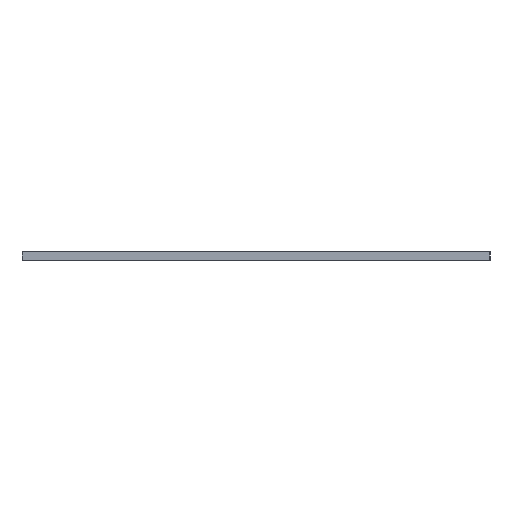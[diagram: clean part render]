
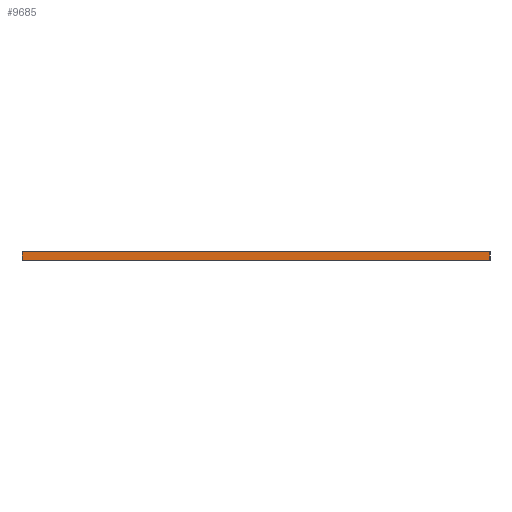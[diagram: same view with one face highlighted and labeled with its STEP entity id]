
A CAD part, left-side view. The second image highlights one B-rep face of the part: STEP entity #9685.
In plain terms, the highlighted planar face has unit normal (-1, 0, 0).
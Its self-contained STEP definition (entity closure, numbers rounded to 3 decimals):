
#454=PLANE('',#10048);
#970=FACE_OUTER_BOUND('',#1534,.T.);
#1534=EDGE_LOOP('',(#8940,#8941,#8942,#8943));
#1596=LINE('',#12436,#2539);
#2489=LINE('',#17727,#3432);
#2490=LINE('',#17728,#3433);
#2491=LINE('',#17729,#3434);
#2539=VECTOR('',#10149,10.);
#3432=VECTOR('',#11688,10.);
#3433=VECTOR('',#11689,10.);
#3434=VECTOR('',#11690,10.);
#3889=VERTEX_POINT('',#12429);
#3892=VERTEX_POINT('',#12434);
#4782=VERTEX_POINT('',#17725);
#4783=VERTEX_POINT('',#17726);
#4843=EDGE_CURVE('',#3892,#3889,#1596,.T.);
#6175=EDGE_CURVE('',#4782,#4783,#2489,.T.);
#6176=EDGE_CURVE('',#4783,#3889,#2490,.T.);
#6177=EDGE_CURVE('',#4782,#3892,#2491,.T.);
#8940=ORIENTED_EDGE('',*,*,#6175,.T.);
#8941=ORIENTED_EDGE('',*,*,#6176,.T.);
#8942=ORIENTED_EDGE('',*,*,#4843,.F.);
#8943=ORIENTED_EDGE('',*,*,#6177,.F.);
#9685=ADVANCED_FACE('',(#970),#454,.T.);
#10048=AXIS2_PLACEMENT_3D('',#17724,#11686,#11687);
#10149=DIRECTION('',(0.,-1.,0.));
#11686=DIRECTION('center_axis',(-1.,0.,0.));
#11687=DIRECTION('ref_axis',(0.,-1.,0.));
#11688=DIRECTION('',(0.,-1.,0.));
#11689=DIRECTION('',(0.,0.,1.));
#11690=DIRECTION('',(0.,0.,1.));
#12429=CARTESIAN_POINT('',(-87.,-53.,2.));
#12434=CARTESIAN_POINT('',(-87.,53.,2.));
#12436=CARTESIAN_POINT('',(-87.,53.,2.));
#17724=CARTESIAN_POINT('Origin',(-87.,53.,0.));
#17725=CARTESIAN_POINT('',(-87.,53.,0.));
#17726=CARTESIAN_POINT('',(-87.,-53.,0.));
#17727=CARTESIAN_POINT('',(-87.,53.,0.));
#17728=CARTESIAN_POINT('',(-87.,-53.,0.));
#17729=CARTESIAN_POINT('',(-87.,53.,0.));
